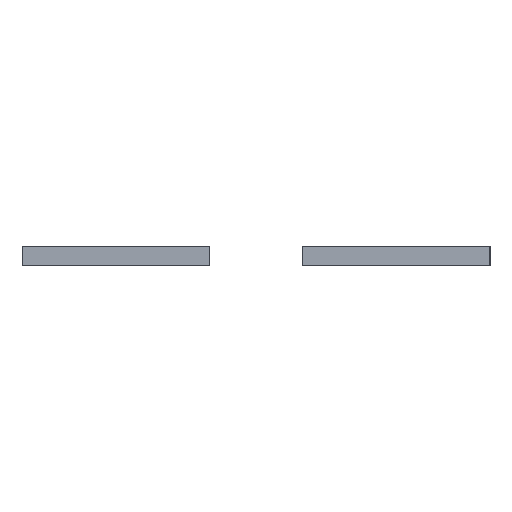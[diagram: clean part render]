
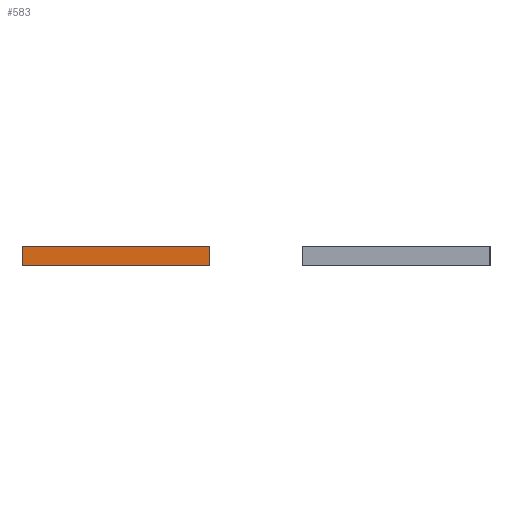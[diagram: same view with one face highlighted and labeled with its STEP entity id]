
A CAD part, left-side view. The second image highlights one B-rep face of the part: STEP entity #583.
In plain terms, the highlighted face is a extrusion surface.
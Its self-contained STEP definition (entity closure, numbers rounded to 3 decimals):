
#36 = EDGE_CURVE('',#37,#39,#41,.T.);
#37 = VERTEX_POINT('',#38);
#38 = CARTESIAN_POINT('',(0.03,-4.744,0.));
#39 = VERTEX_POINT('',#40);
#40 = CARTESIAN_POINT('',(0.03,-4.744,0.5));
#41 = SURFACE_CURVE('',#42,(#46,#59),.PCURVE_S1.);
#42 = LINE('',#43,#44);
#43 = CARTESIAN_POINT('',(0.03,-4.744,0.));
#44 = VECTOR('',#45,1.);
#45 = DIRECTION('',(0.,0.,1.));
#46 = PCURVE('',#47,#53);
#47 = SURFACE_OF_LINEAR_EXTRUSION('',#48,#51);
#48 = B_SPLINE_CURVE_WITH_KNOTS('',1,(#49,#50),.UNSPECIFIED.,.F.,.F.,(2,
    2),(0.,32.205),.PIECEWISE_BEZIER_KNOTS.);
#49 = CARTESIAN_POINT('',(0.03,-4.744,0.));
#50 = CARTESIAN_POINT('',(9.119,-4.744,0.));
#51 = VECTOR('',#52,1.);
#52 = DIRECTION('',(-0.,-0.,-1.));
#53 = DEFINITIONAL_REPRESENTATION('',(#54),#58);
#54 = LINE('',#55,#56);
#55 = CARTESIAN_POINT('',(0.,0.));
#56 = VECTOR('',#57,1.);
#57 = DIRECTION('',(0.,-1.));
#58 = ( GEOMETRIC_REPRESENTATION_CONTEXT(2) 
PARAMETRIC_REPRESENTATION_CONTEXT() REPRESENTATION_CONTEXT('2D SPACE',''
  ) );
#59 = PCURVE('',#60,#66);
#60 = SURFACE_OF_LINEAR_EXTRUSION('',#61,#64);
#61 = B_SPLINE_CURVE_WITH_KNOTS('',1,(#62,#63),.UNSPECIFIED.,.F.,.F.,(2,
    2),(0.,16.808),.PIECEWISE_BEZIER_KNOTS.);
#62 = CARTESIAN_POINT('',(0.03,0.,0.));
#63 = CARTESIAN_POINT('',(0.03,-4.744,0.));
#64 = VECTOR('',#65,1.);
#65 = DIRECTION('',(-0.,-0.,-1.));
#66 = DEFINITIONAL_REPRESENTATION('',(#67),#71);
#67 = LINE('',#68,#69);
#68 = CARTESIAN_POINT('',(16.808,0.));
#69 = VECTOR('',#70,1.);
#70 = DIRECTION('',(0.,-1.));
#71 = ( GEOMETRIC_REPRESENTATION_CONTEXT(2) 
PARAMETRIC_REPRESENTATION_CONTEXT() REPRESENTATION_CONTEXT('2D SPACE',''
  ) );
#88 = PLANE('',#89);
#89 = AXIS2_PLACEMENT_3D('',#90,#91,#92);
#90 = CARTESIAN_POINT('',(0.03,-4.744,0.5));
#91 = DIRECTION('',(0.,0.,-1.));
#92 = DIRECTION('',(-1.,0.,-0.));
#141 = PLANE('',#142);
#142 = AXIS2_PLACEMENT_3D('',#143,#144,#145);
#143 = CARTESIAN_POINT('',(0.03,-4.744,0.));
#144 = DIRECTION('',(0.,0.,-1.));
#145 = DIRECTION('',(-1.,0.,-0.));
#485 = SURFACE_OF_LINEAR_EXTRUSION('',#486,#489);
#486 = B_SPLINE_CURVE_WITH_KNOTS('',1,(#487,#488),.UNSPECIFIED.,.F.,.F.,
  (2,2),(0.,8.051),.PIECEWISE_BEZIER_KNOTS.);
#487 = CARTESIAN_POINT('',(2.303,0.,0.));
#488 = CARTESIAN_POINT('',(0.03,0.,0.));
#489 = VECTOR('',#490,1.);
#490 = DIRECTION('',(-0.,-0.,-1.));
#522 = VERTEX_POINT('',#523);
#523 = CARTESIAN_POINT('',(0.03,0.,0.5));
#542 = EDGE_CURVE('',#543,#522,#545,.T.);
#543 = VERTEX_POINT('',#544);
#544 = CARTESIAN_POINT('',(0.03,0.,0.));
#545 = SURFACE_CURVE('',#546,(#550,#557),.PCURVE_S1.);
#546 = LINE('',#547,#548);
#547 = CARTESIAN_POINT('',(0.03,0.,0.));
#548 = VECTOR('',#549,1.);
#549 = DIRECTION('',(0.,0.,1.));
#550 = PCURVE('',#485,#551);
#551 = DEFINITIONAL_REPRESENTATION('',(#552),#556);
#552 = LINE('',#553,#554);
#553 = CARTESIAN_POINT('',(8.051,0.));
#554 = VECTOR('',#555,1.);
#555 = DIRECTION('',(0.,-1.));
#556 = ( GEOMETRIC_REPRESENTATION_CONTEXT(2) 
PARAMETRIC_REPRESENTATION_CONTEXT() REPRESENTATION_CONTEXT('2D SPACE',''
  ) );
#557 = PCURVE('',#60,#558);
#558 = DEFINITIONAL_REPRESENTATION('',(#559),#563);
#559 = LINE('',#560,#561);
#560 = CARTESIAN_POINT('',(0.,0.));
#561 = VECTOR('',#562,1.);
#562 = DIRECTION('',(0.,-1.));
#563 = ( GEOMETRIC_REPRESENTATION_CONTEXT(2) 
PARAMETRIC_REPRESENTATION_CONTEXT() REPRESENTATION_CONTEXT('2D SPACE',''
  ) );
#583 = ADVANCED_FACE('',(#584),#60,.F.);
#584 = FACE_BOUND('',#585,.F.);
#585 = EDGE_LOOP('',(#586,#587,#606,#607));
#586 = ORIENTED_EDGE('',*,*,#542,.T.);
#587 = ORIENTED_EDGE('',*,*,#588,.T.);
#588 = EDGE_CURVE('',#522,#39,#589,.T.);
#589 = SURFACE_CURVE('',#590,(#593,#600),.PCURVE_S1.);
#590 = B_SPLINE_CURVE_WITH_KNOTS('',1,(#591,#592),.UNSPECIFIED.,.F.,.F.,
  (2,2),(0.,16.808),.PIECEWISE_BEZIER_KNOTS.);
#591 = CARTESIAN_POINT('',(0.03,0.,0.5));
#592 = CARTESIAN_POINT('',(0.03,-4.744,0.5));
#593 = PCURVE('',#60,#594);
#594 = DEFINITIONAL_REPRESENTATION('',(#595),#599);
#595 = LINE('',#596,#597);
#596 = CARTESIAN_POINT('',(0.,-0.5));
#597 = VECTOR('',#598,1.);
#598 = DIRECTION('',(1.,0.));
#599 = ( GEOMETRIC_REPRESENTATION_CONTEXT(2) 
PARAMETRIC_REPRESENTATION_CONTEXT() REPRESENTATION_CONTEXT('2D SPACE',''
  ) );
#600 = PCURVE('',#88,#601);
#601 = DEFINITIONAL_REPRESENTATION('',(#602),#605);
#602 = B_SPLINE_CURVE_WITH_KNOTS('',1,(#603,#604),.UNSPECIFIED.,.F.,.F.,
  (2,2),(0.,16.808),.PIECEWISE_BEZIER_KNOTS.);
#603 = CARTESIAN_POINT('',(0.,4.744));
#604 = CARTESIAN_POINT('',(0.,0.));
#605 = ( GEOMETRIC_REPRESENTATION_CONTEXT(2) 
PARAMETRIC_REPRESENTATION_CONTEXT() REPRESENTATION_CONTEXT('2D SPACE',''
  ) );
#606 = ORIENTED_EDGE('',*,*,#36,.F.);
#607 = ORIENTED_EDGE('',*,*,#608,.F.);
#608 = EDGE_CURVE('',#543,#37,#609,.T.);
#609 = SURFACE_CURVE('',#610,(#613,#620),.PCURVE_S1.);
#610 = B_SPLINE_CURVE_WITH_KNOTS('',1,(#611,#612),.UNSPECIFIED.,.F.,.F.,
  (2,2),(0.,16.808),.PIECEWISE_BEZIER_KNOTS.);
#611 = CARTESIAN_POINT('',(0.03,0.,0.));
#612 = CARTESIAN_POINT('',(0.03,-4.744,0.));
#613 = PCURVE('',#60,#614);
#614 = DEFINITIONAL_REPRESENTATION('',(#615),#619);
#615 = LINE('',#616,#617);
#616 = CARTESIAN_POINT('',(0.,0.));
#617 = VECTOR('',#618,1.);
#618 = DIRECTION('',(1.,0.));
#619 = ( GEOMETRIC_REPRESENTATION_CONTEXT(2) 
PARAMETRIC_REPRESENTATION_CONTEXT() REPRESENTATION_CONTEXT('2D SPACE',''
  ) );
#620 = PCURVE('',#141,#621);
#621 = DEFINITIONAL_REPRESENTATION('',(#622),#625);
#622 = B_SPLINE_CURVE_WITH_KNOTS('',1,(#623,#624),.UNSPECIFIED.,.F.,.F.,
  (2,2),(0.,16.808),.PIECEWISE_BEZIER_KNOTS.);
#623 = CARTESIAN_POINT('',(0.,4.744));
#624 = CARTESIAN_POINT('',(0.,0.));
#625 = ( GEOMETRIC_REPRESENTATION_CONTEXT(2) 
PARAMETRIC_REPRESENTATION_CONTEXT() REPRESENTATION_CONTEXT('2D SPACE',''
  ) );
